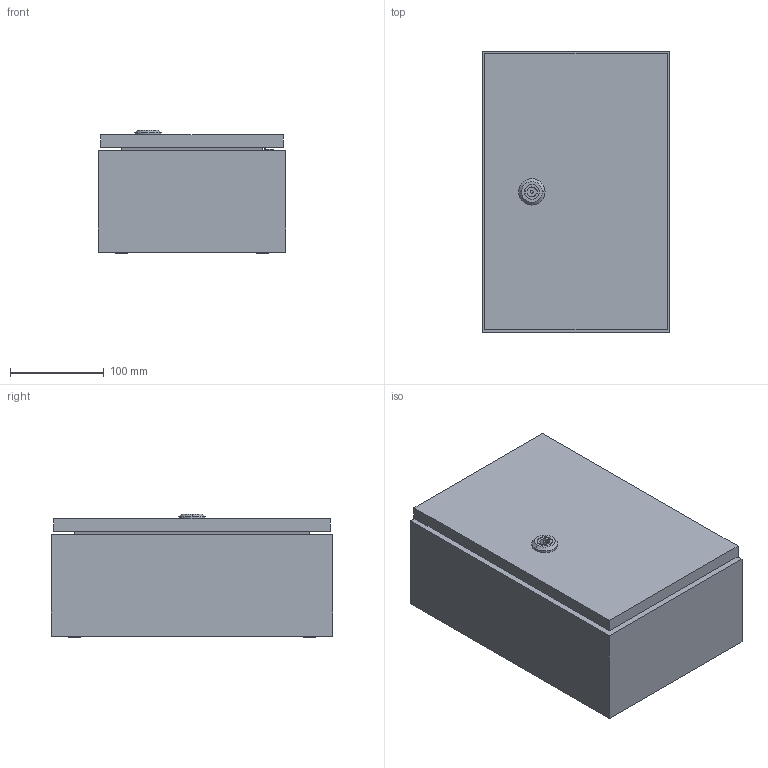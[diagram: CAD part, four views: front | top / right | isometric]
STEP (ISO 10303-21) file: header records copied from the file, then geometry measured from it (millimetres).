
FILE_DESCRIPTION (( 'STEP AP214' ), '1' );
FILE_NAME ('3351-2030-12-10.step', '2024-01-10T07:31:53', ( '' ), ( '' ), 'SwSTEP 2.0', 'SolidWorks 2019', '' );
FILE_SCHEMA (( 'AUTOMOTIVE_DESIGN' ));
Length unit declared in the file: millimetre
Products named in the file (5): Montageplatte_wg_0331-2030-00-13; Korpus_wgES_2030-12; Montageplattenbeipack_wgES_2030; Tuer_wgES_3351-2030-00-90; 3351-2030-12-10
Assembly tree (4 placements, depth 2):
  3351-2030-12-10
    Korpus_wgES_2030-12
    Tuer_wgES_3351-2030-00-90
    Montageplatte_wg_0331-2030-00-13
    Montageplattenbeipack_wgES_2030
Bounding box: 200 x 300 x 132 mm (x, y, z)
Volume: 517998.5 mm3; surface area: 643106.5 mm2
Topology: 19 solids, 23 shells, 799 faces, 2015 edges, 1304 vertices
Faces by surface type: plane 475, cylinder 238, cone 66, sphere 16, torus 4
Entity records: 25547 total; most frequent: CARTESIAN_POINT 4949, DIRECTION 4045, ORIENTED_EDGE 4014, EDGE_CURVE 2007, AXIS2_PLACEMENT_3D 1392, VERTEX_POINT 1304, VECTOR 1261, LINE 1261
